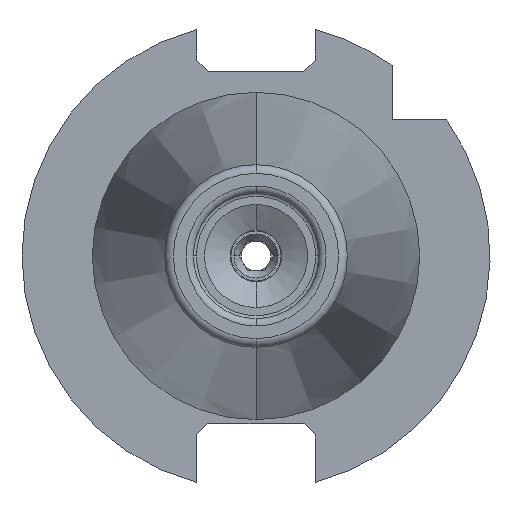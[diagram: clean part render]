
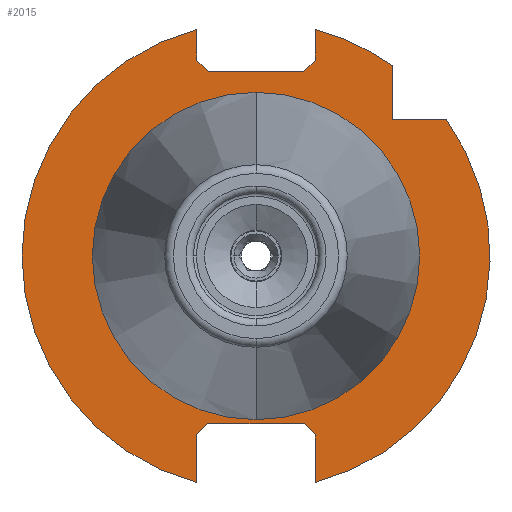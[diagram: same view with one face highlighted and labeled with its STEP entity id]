
A CAD part, left-side view. The second image highlights one B-rep face of the part: STEP entity #2015.
In plain terms, the highlighted planar face has unit normal (-1, 0, 0).
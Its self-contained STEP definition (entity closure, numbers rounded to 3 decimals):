
#53 = EDGE_CURVE ( 'NONE', #2395, #2442, #256, .T. ) ;
#99 = EDGE_CURVE ( 'NONE', #2360, #2393, #315, .T. ) ;
#256 = CIRCLE ( 'NONE', #4164, 22.225 ) ;
#315 = CIRCLE ( 'NONE', #4186, 31.775 ) ;
#363 = FACE_BOUND ( 'NONE', #2200, .T. ) ;
#370 = FACE_OUTER_BOUND ( 'NONE', #2199, .T. ) ;
#517 = CARTESIAN_POINT ( 'NONE',  ( 71.6, 0., 0. ) ) ;
#518 = DIRECTION ( 'NONE',  ( 0., 0., 1. ) ) ;
#519 = DIRECTION ( 'NONE',  ( -1., 0., 0. ) ) ;
#948 = ORIENTED_EDGE ( 'NONE', *, *, #53, .F. ) ;
#949 = ORIENTED_EDGE ( 'NONE', *, *, #4288, .F. ) ;
#950 = ORIENTED_EDGE ( 'NONE', *, *, #4289, .T. ) ;
#951 = ORIENTED_EDGE ( 'NONE', *, *, #4290, .T. ) ;
#952 = ORIENTED_EDGE ( 'NONE', *, *, #99, .T. ) ;
#953 = ORIENTED_EDGE ( 'NONE', *, *, #4291, .T. ) ;
#954 = ORIENTED_EDGE ( 'NONE', *, *, #4292, .T. ) ;
#955 = ORIENTED_EDGE ( 'NONE', *, *, #4286, .T. ) ;
#956 = ORIENTED_EDGE ( 'NONE', *, *, #4293, .T. ) ;
#957 = ORIENTED_EDGE ( 'NONE', *, *, #4294, .T. ) ;
#958 = ORIENTED_EDGE ( 'NONE', *, *, #4295, .T. ) ;
#959 = ORIENTED_EDGE ( 'NONE', *, *, #4296, .T. ) ;
#960 = ORIENTED_EDGE ( 'NONE', *, *, #4297, .T. ) ;
#961 = ORIENTED_EDGE ( 'NONE', *, *, #4053, .T. ) ;
#962 = ORIENTED_EDGE ( 'NONE', *, *, #4298, .T. ) ;
#963 = ORIENTED_EDGE ( 'NONE', *, *, #4299, .T. ) ;
#964 = ORIENTED_EDGE ( 'NONE', *, *, #4300, .T. ) ;
#1322 = AXIS2_PLACEMENT_3D ( 'NONE', #3314, #3315, #3316 ) ;
#1355 = AXIS2_PLACEMENT_3D ( 'NONE', #3577, #3578, #3579 ) ;
#1356 = AXIS2_PLACEMENT_3D ( 'NONE', #3580, #3581, #3582 ) ;
#1562 = CIRCLE ( 'NONE', #1322, 31.775 ) ;
#1694 = CIRCLE ( 'NONE', #1355, 31.775 ) ;
#1701 = CIRCLE ( 'NONE', #1356, 22.225 ) ;
#1703 = LINE ( 'NONE', #3575, #1705 ) ;
#1704 = LINE ( 'NONE', #3583, #1707 ) ;
#1705 = VECTOR ( 'NONE', #3576, 1000. ) ;
#1706 = LINE ( 'NONE', #3585, #1709 ) ;
#1707 = VECTOR ( 'NONE', #3584, 1000. ) ;
#1708 = LINE ( 'NONE', #3587, #1711 ) ;
#1709 = VECTOR ( 'NONE', #3586, 1000. ) ;
#1710 = LINE ( 'NONE', #3589, #1713 ) ;
#1711 = VECTOR ( 'NONE', #3588, 1000. ) ;
#1712 = LINE ( 'NONE', #3591, #1715 ) ;
#1713 = VECTOR ( 'NONE', #3590, 1000. ) ;
#1714 = LINE ( 'NONE', #3593, #1717 ) ;
#1715 = VECTOR ( 'NONE', #3592, 1000. ) ;
#1716 = LINE ( 'NONE', #3595, #1719 ) ;
#1717 = VECTOR ( 'NONE', #3594, 1000. ) ;
#1718 = LINE ( 'NONE', #3597, #1721 ) ;
#1719 = VECTOR ( 'NONE', #3596, 1000. ) ;
#1720 = LINE ( 'NONE', #3599, #1723 ) ;
#1721 = VECTOR ( 'NONE', #3598, 1000. ) ;
#1722 = LINE ( 'NONE', #3601, #1725 ) ;
#1723 = VECTOR ( 'NONE', #3600, 1000. ) ;
#1724 = LINE ( 'NONE', #3603, #1727 ) ;
#1725 = VECTOR ( 'NONE', #3602, 1000. ) ;
#1727 = VECTOR ( 'NONE', #3604, 1000. ) ;
#1984 = DIRECTION ( 'NONE',  ( 0., 0., 1. ) ) ;
#2015 = ADVANCED_FACE ( 'NONE', ( #363, #370 ), #2698, .F. ) ;
#2199 = EDGE_LOOP ( 'NONE', ( #950, #951, #952, #953, #954, #955, #956, #957, #958, #959, #960, #961, #962, #963, #964 ) ) ;
#2200 = EDGE_LOOP ( 'NONE', ( #948, #949 ) ) ;
#2293 = VERTEX_POINT ( 'NONE', #3125 ) ;
#2308 = VERTEX_POINT ( 'NONE', #3135 ) ;
#2311 = VERTEX_POINT ( 'NONE', #3138 ) ;
#2312 = VERTEX_POINT ( 'NONE', #3139 ) ;
#2314 = VERTEX_POINT ( 'NONE', #3141 ) ;
#2326 = VERTEX_POINT ( 'NONE', #3153 ) ;
#2351 = VERTEX_POINT ( 'NONE', #3178 ) ;
#2360 = VERTEX_POINT ( 'NONE', #3187 ) ;
#2370 = VERTEX_POINT ( 'NONE', #3197 ) ;
#2371 = VERTEX_POINT ( 'NONE', #3198 ) ;
#2372 = VERTEX_POINT ( 'NONE', #3199 ) ;
#2383 = VERTEX_POINT ( 'NONE', #3208 ) ;
#2393 = VERTEX_POINT ( 'NONE', #3218 ) ;
#2395 = VERTEX_POINT ( 'NONE', #3220 ) ;
#2404 = VERTEX_POINT ( 'NONE', #3229 ) ;
#2442 = VERTEX_POINT ( 'NONE', #3267 ) ;
#2460 = VERTEX_POINT ( 'NONE', #3285 ) ;
#2489 = DIRECTION ( 'NONE',  ( -1., 0., 0. ) ) ;
#2490 = CARTESIAN_POINT ( 'NONE',  ( 71.6, 0., 0. ) ) ;
#2695 = CARTESIAN_POINT ( 'NONE',  ( 71.6, 22.225, 0. ) ) ;
#2698 = PLANE ( 'NONE',  #4208 ) ;
#2700 = DIRECTION ( 'NONE',  ( 1., 0., 0. ) ) ;
#2701 = DIRECTION ( 'NONE',  ( 0., 0., -1. ) ) ;
#3125 = CARTESIAN_POINT ( 'NONE',  ( 71.6, -18.5, 18.5 ) ) ;
#3135 = CARTESIAN_POINT ( 'NONE',  ( 71.6, -8.05, 26.6 ) ) ;
#3138 = CARTESIAN_POINT ( 'NONE',  ( 71.6, 8.05, 26.6 ) ) ;
#3139 = CARTESIAN_POINT ( 'NONE',  ( 71.6, 6.45, 25. ) ) ;
#3141 = CARTESIAN_POINT ( 'NONE',  ( 71.6, -6.45, 25. ) ) ;
#3153 = CARTESIAN_POINT ( 'NONE',  ( 71.6, 8.05, 30.738 ) ) ;
#3178 = CARTESIAN_POINT ( 'NONE',  ( 71.6, 8.05, -30.738 ) ) ;
#3187 = CARTESIAN_POINT ( 'NONE',  ( 71.6, -8.05, -30.738 ) ) ;
#3197 = CARTESIAN_POINT ( 'NONE',  ( 71.6, -8.05, -24.3 ) ) ;
#3198 = CARTESIAN_POINT ( 'NONE',  ( 71.6, -18.5, 25.834 ) ) ;
#3199 = CARTESIAN_POINT ( 'NONE',  ( 71.6, 8.05, -24.3 ) ) ;
#3208 = CARTESIAN_POINT ( 'NONE',  ( 71.6, 6.55, -22.8 ) ) ;
#3218 = CARTESIAN_POINT ( 'NONE',  ( 71.6, -25.834, 18.5 ) ) ;
#3220 = CARTESIAN_POINT ( 'NONE',  ( 71.6, 0., 22.225 ) ) ;
#3229 = CARTESIAN_POINT ( 'NONE',  ( 71.6, -6.55, -22.8 ) ) ;
#3267 = CARTESIAN_POINT ( 'NONE',  ( 71.6, 0., -22.225 ) ) ;
#3285 = CARTESIAN_POINT ( 'NONE',  ( 71.6, -8.05, 30.738 ) ) ;
#3314 = CARTESIAN_POINT ( 'NONE',  ( 71.6, 0., 0. ) ) ;
#3315 = DIRECTION ( 'NONE',  ( -1., 0., 0. ) ) ;
#3316 = DIRECTION ( 'NONE',  ( 0., 0., 1. ) ) ;
#3575 = CARTESIAN_POINT ( 'NONE',  ( 71.6, 19.238, 2.987 ) ) ;
#3576 = DIRECTION ( 'NONE',  ( 0., -0.707, -0.707 ) ) ;
#3577 = CARTESIAN_POINT ( 'NONE',  ( 71.6, 0., 0. ) ) ;
#3578 = DIRECTION ( 'NONE',  ( -1., 0., 0. ) ) ;
#3579 = DIRECTION ( 'NONE',  ( 0., 0., 1. ) ) ;
#3580 = CARTESIAN_POINT ( 'NONE',  ( 71.6, 0., 0. ) ) ;
#3581 = DIRECTION ( 'NONE',  ( -1., 0., 0. ) ) ;
#3582 = DIRECTION ( 'NONE',  ( 0., 0., 1. ) ) ;
#3583 = CARTESIAN_POINT ( 'NONE',  ( 71.6, -8.05, 0. ) ) ;
#3584 = DIRECTION ( 'NONE',  ( 0., 0., -1. ) ) ;
#3585 = CARTESIAN_POINT ( 'NONE',  ( 71.6, 22.225, 18.5 ) ) ;
#3586 = DIRECTION ( 'NONE',  ( 0., 1., 0. ) ) ;
#3587 = CARTESIAN_POINT ( 'NONE',  ( 71.6, -18.5, 0. ) ) ;
#3588 = DIRECTION ( 'NONE',  ( 0., 0., 1. ) ) ;
#3589 = CARTESIAN_POINT ( 'NONE',  ( 71.6, -8.05, 0. ) ) ;
#3590 = DIRECTION ( 'NONE',  ( 0., 0., -1. ) ) ;
#3591 = CARTESIAN_POINT ( 'NONE',  ( 71.6, 20.388, -1.837 ) ) ;
#3592 = DIRECTION ( 'NONE',  ( 0., 0.707, -0.707 ) ) ;
#3593 = CARTESIAN_POINT ( 'NONE',  ( 71.6, 22.225, 25. ) ) ;
#3594 = DIRECTION ( 'NONE',  ( 0., 1., 0. ) ) ;
#3595 = CARTESIAN_POINT ( 'NONE',  ( 71.6, 1.838, 20.388 ) ) ;
#3596 = DIRECTION ( 'NONE',  ( 0., 0.707, 0.707 ) ) ;
#3597 = CARTESIAN_POINT ( 'NONE',  ( 71.6, 8.05, 0. ) ) ;
#3598 = DIRECTION ( 'NONE',  ( 0., 0., 1. ) ) ;
#3599 = CARTESIAN_POINT ( 'NONE',  ( 71.6, 8.05, 0. ) ) ;
#3600 = DIRECTION ( 'NONE',  ( 0., 0., 1. ) ) ;
#3601 = CARTESIAN_POINT ( 'NONE',  ( 71.6, 2.988, -19.238 ) ) ;
#3602 = DIRECTION ( 'NONE',  ( 0., -0.707, 0.707 ) ) ;
#3603 = CARTESIAN_POINT ( 'NONE',  ( 71.6, 22.225, -22.8 ) ) ;
#3604 = DIRECTION ( 'NONE',  ( 0., -1., 0. ) ) ;
#4053 = EDGE_CURVE ( 'NONE', #2326, #2351, #1562, .T. ) ;
#4164 = AXIS2_PLACEMENT_3D ( 'NONE', #517, #519, #518 ) ;
#4186 = AXIS2_PLACEMENT_3D ( 'NONE', #2490, #2489, #1984 ) ;
#4208 = AXIS2_PLACEMENT_3D ( 'NONE', #2695, #2700, #2701 ) ;
#4286 = EDGE_CURVE ( 'NONE', #2371, #2460, #1694, .T. ) ;
#4288 = EDGE_CURVE ( 'NONE', #2442, #2395, #1701, .T. ) ;
#4289 = EDGE_CURVE ( 'NONE', #2404, #2370, #1703, .T. ) ;
#4290 = EDGE_CURVE ( 'NONE', #2370, #2360, #1704, .T. ) ;
#4291 = EDGE_CURVE ( 'NONE', #2393, #2293, #1706, .T. ) ;
#4292 = EDGE_CURVE ( 'NONE', #2293, #2371, #1708, .T. ) ;
#4293 = EDGE_CURVE ( 'NONE', #2460, #2308, #1710, .T. ) ;
#4294 = EDGE_CURVE ( 'NONE', #2308, #2314, #1712, .T. ) ;
#4295 = EDGE_CURVE ( 'NONE', #2314, #2312, #1714, .T. ) ;
#4296 = EDGE_CURVE ( 'NONE', #2312, #2311, #1716, .T. ) ;
#4297 = EDGE_CURVE ( 'NONE', #2311, #2326, #1718, .T. ) ;
#4298 = EDGE_CURVE ( 'NONE', #2351, #2372, #1720, .T. ) ;
#4299 = EDGE_CURVE ( 'NONE', #2372, #2383, #1722, .T. ) ;
#4300 = EDGE_CURVE ( 'NONE', #2383, #2404, #1724, .T. ) ;
